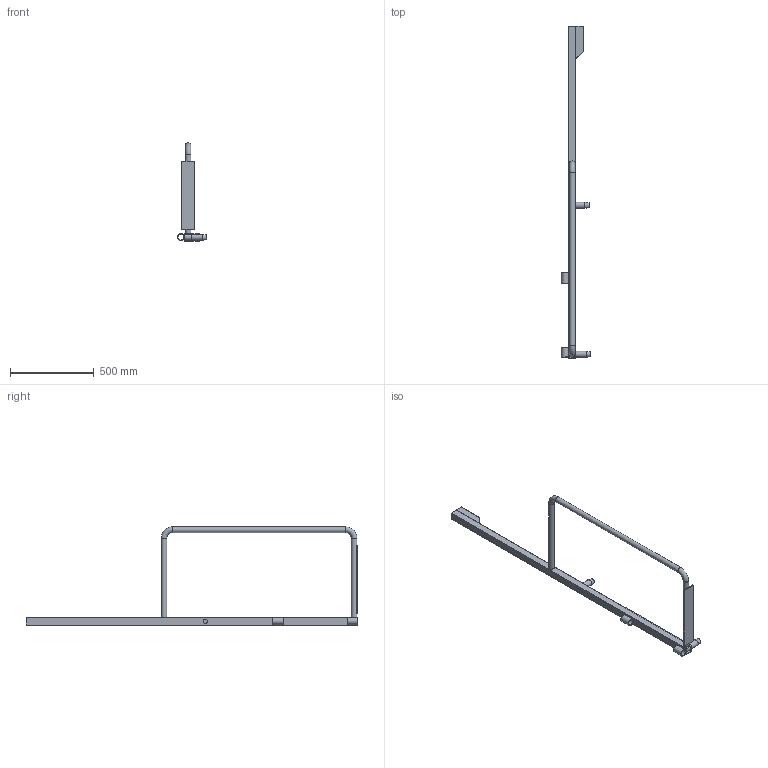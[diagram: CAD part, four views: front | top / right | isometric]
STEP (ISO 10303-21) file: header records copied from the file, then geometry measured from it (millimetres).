
FILE_DESCRIPTION(/* description */ (''),/* implementation_level */ '2;1');
FILE_NAME(/* name */ 'FE-00002-L_ASM_2_ASM.stp',/* time_stamp */ '2017-01-08T11:08:08-05:00',/* author */ ('jeff1'),/* organization */ (''),/* preprocessor_version */ 'ST-DEVELOPER v16.5',/* originating_system */ 'Autodesk Inventor 2017',/* authorisation */ '');
FILE_SCHEMA (('AP203_CONFIGURATION_CONTROLLED_3D_DESIGN_OF_MECHANICAL_PARTS_AND_ASSEMBLIES_MIM_LF { 1 0 10303 203 3 1 4 }','AUTOMOTIVE_DESIGN { 1 0 10303 214 3 1 1 }'));
Length unit declared in the file: inch
Products named in the file (8): FE-00002-L_ASM_2_ASM; FE-00002-05_1; FE-00002-01_1; FE-00002-02_1; FE-00002-06_1; FE-00002-07_1; FE-00002-03_1; FE-00002-09_1
Assembly tree (8 placements, depth 2):
  FE-00002-L_ASM_2_ASM
    FE-00002-05_1
    FE-00002-01_1
    FE-00002-02_1
    FE-00002-06_1
    FE-00002-07_1
    FE-00002-03_1
    FE-00002-09_1  x2
Bounding box: 175.51 x 1981.23 x 585.85 mm (x, y, z)
Volume: 2305667 mm3; surface area: 1245848.5 mm2
Topology: 8 solids, 8 shells, 58 faces, 120 edges, 78 vertices
Faces by surface type: plane 36, cylinder 16, torus 4, cone 2
Full cylindrical faces by diameter (mm): 25.4 x2, 26.645 x3, 33.401 x3, 35.052 x2, 36.512 x4, 42.164 x2
Entity records: 1578 total; most frequent: DIRECTION 260, CARTESIAN_POINT 230, ORIENTED_EDGE 180, AXIS2_PLACEMENT_3D 100, EDGE_LOOP 90, EDGE_CURVE 90, VERTEX_POINT 70, LINE 60
